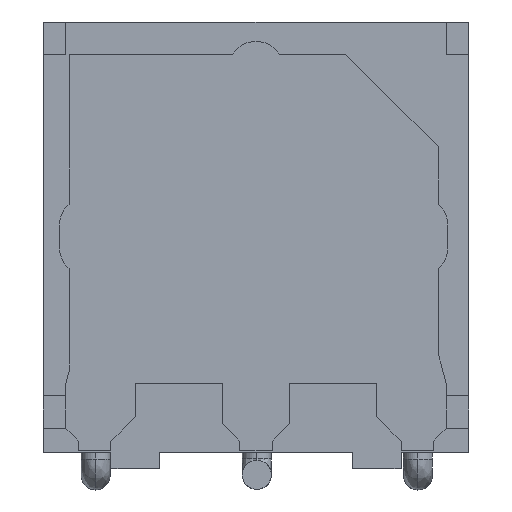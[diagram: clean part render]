
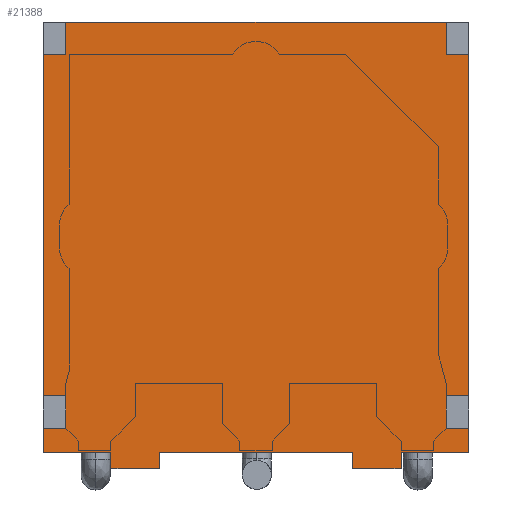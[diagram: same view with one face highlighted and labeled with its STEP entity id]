
A CAD part, top view. The second image highlights one B-rep face of the part: STEP entity #21388.
In plain terms, the highlighted free-form (B-spline) face has degree [1, 1] with [2, 2] control points.
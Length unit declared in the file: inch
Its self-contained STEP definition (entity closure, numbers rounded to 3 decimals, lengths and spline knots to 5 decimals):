
#4691=DIRECTION('',(0.,1.,0.));
#4692=VECTOR('',#4691,0.212);
#4693=CARTESIAN_POINT('',(-0.132,-0.106,-0.015));
#4694=LINE('',#4693,#4692);
#4712=DIRECTION('',(0.,1.,0.));
#4713=VECTOR('',#4712,0.015);
#4714=CARTESIAN_POINT('',(-0.132,-0.141,-0.015));
#4715=LINE('',#4714,#4713);
#4719=DIRECTION('',(1.,0.,0.));
#4720=VECTOR('',#4719,0.12);
#4721=CARTESIAN_POINT('',(-0.06,-0.141,-0.015));
#4722=LINE('',#4721,#4720);
#4733=DIRECTION('',(1.,0.,0.));
#4734=VECTOR('',#4733,0.042);
#4735=CARTESIAN_POINT('',(0.09,-0.141,-0.015));
#4736=LINE('',#4735,#4734);
#4747=DIRECTION('',(1.,0.,0.));
#4748=VECTOR('',#4747,0.042);
#4749=CARTESIAN_POINT('',(-0.132,-0.141,-0.015));
#4750=LINE('',#4749,#4748);
#4802=DIRECTION('',(1.,0.,0.));
#4803=VECTOR('',#4802,0.014);
#4804=CARTESIAN_POINT('',(0.118,-0.106,-0.015));
#4805=LINE('',#4804,#4803);
#4809=DIRECTION('',(-1.,0.,0.));
#4810=VECTOR('',#4809,0.014);
#4811=CARTESIAN_POINT('',(0.132,-0.126,-0.015));
#4812=LINE('',#4811,#4810);
#4816=DIRECTION('',(0.,1.,0.));
#4817=VECTOR('',#4816,0.01);
#4818=CARTESIAN_POINT('',(0.09,-0.151,-0.015));
#4819=LINE('',#4818,#4817);
#4823=DIRECTION('',(0.,1.,0.));
#4824=VECTOR('',#4823,0.01);
#4825=CARTESIAN_POINT('',(0.06,-0.151,-0.015));
#4826=LINE('',#4825,#4824);
#4830=DIRECTION('',(0.,1.,0.));
#4831=VECTOR('',#4830,0.01);
#4832=CARTESIAN_POINT('',(-0.06,-0.151,-0.015));
#4833=LINE('',#4832,#4831);
#4837=DIRECTION('',(0.,1.,0.));
#4838=VECTOR('',#4837,0.01);
#4839=CARTESIAN_POINT('',(-0.09,-0.151,-0.015));
#4840=LINE('',#4839,#4838);
#4844=DIRECTION('',(-1.,0.,0.));
#4845=VECTOR('',#4844,0.014);
#4846=CARTESIAN_POINT('',(-0.118,-0.126,-0.015));
#4847=LINE('',#4846,#4845);
#4851=DIRECTION('',(1.,0.,0.));
#4852=VECTOR('',#4851,0.014);
#4853=CARTESIAN_POINT('',(-0.132,-0.106,-0.015));
#4854=LINE('',#4853,#4852);
#4858=DIRECTION('',(-1.,0.,0.));
#4859=VECTOR('',#4858,0.014);
#4860=CARTESIAN_POINT('',(-0.118,0.106,-0.015));
#4861=LINE('',#4860,#4859);
#4865=DIRECTION('',(0.,-1.,0.));
#4866=VECTOR('',#4865,0.02);
#4867=CARTESIAN_POINT('',(-0.118,0.126,-0.015));
#4868=LINE('',#4867,#4866);
#4872=DIRECTION('',(0.,1.,0.));
#4873=VECTOR('',#4872,0.02);
#4874=CARTESIAN_POINT('',(0.118,0.106,-0.015));
#4875=LINE('',#4874,#4873);
#4879=DIRECTION('',(-1.,0.,0.));
#4880=VECTOR('',#4879,0.014);
#4881=CARTESIAN_POINT('',(0.132,0.106,-0.015));
#4882=LINE('',#4881,#4880);
#4900=DIRECTION('',(0.,-1.,0.));
#4901=VECTOR('',#4900,0.015);
#4902=CARTESIAN_POINT('',(0.132,-0.126,-0.015));
#4903=LINE('',#4902,#4901);
#4921=DIRECTION('',(0.,-1.,0.));
#4922=VECTOR('',#4921,0.212);
#4923=CARTESIAN_POINT('',(0.132,0.106,-0.015));
#4924=LINE('',#4923,#4922);
#4942=DIRECTION('',(0.,1.,0.));
#4943=VECTOR('',#4942,0.02);
#4944=CARTESIAN_POINT('',(0.118,-0.126,-0.015));
#4945=LINE('',#4944,#4943);
#5089=DIRECTION('',(1.,0.,0.));
#5090=VECTOR('',#5089,0.236);
#5091=CARTESIAN_POINT('',(-0.118,0.126,-0.015));
#5092=LINE('',#5091,#5090);
#5124=DIRECTION('',(0.,-1.,0.));
#5125=VECTOR('',#5124,0.02);
#5126=CARTESIAN_POINT('',(-0.118,-0.106,-0.015));
#5127=LINE('',#5126,#5125);
#6461=DIRECTION('',(-1.,0.,0.));
#6462=VECTOR('',#6461,0.03);
#6463=CARTESIAN_POINT('',(0.09,-0.151,-0.015));
#6464=LINE('',#6463,#6462);
#6475=DIRECTION('',(-1.,0.,0.));
#6476=VECTOR('',#6475,0.03);
#6477=CARTESIAN_POINT('',(-0.06,-0.151,-0.015));
#6478=LINE('',#6477,#6476);
#14862=CARTESIAN_POINT('',(0.132,0.106,-0.015));
#14863=CARTESIAN_POINT('',(0.132,-0.106,-0.015));
#14864=VERTEX_POINT('',#14862);
#14865=VERTEX_POINT('',#14863);
#14866=CARTESIAN_POINT('',(0.132,-0.126,-0.015));
#14867=VERTEX_POINT('',#14866);
#14868=CARTESIAN_POINT('',(-0.132,-0.106,-0.015));
#14869=CARTESIAN_POINT('',(-0.132,0.106,-0.015));
#14870=VERTEX_POINT('',#14868);
#14871=VERTEX_POINT('',#14869);
#14872=CARTESIAN_POINT('',(-0.132,-0.126,-0.015));
#14873=VERTEX_POINT('',#14872);
#14874=CARTESIAN_POINT('',(-0.118,0.126,-0.015));
#14875=CARTESIAN_POINT('',(0.118,0.126,-0.015));
#14876=VERTEX_POINT('',#14874);
#14877=VERTEX_POINT('',#14875);
#14878=CARTESIAN_POINT('',(0.118,0.106,-0.015));
#14879=VERTEX_POINT('',#14878);
#14880=CARTESIAN_POINT('',(-0.118,0.106,-0.015));
#14881=VERTEX_POINT('',#14880);
#14906=CARTESIAN_POINT('',(0.09,-0.151,-0.015));
#14908=VERTEX_POINT('',#14906);
#14910=CARTESIAN_POINT('',(-0.09,-0.151,-0.015));
#14912=VERTEX_POINT('',#14910);
#14914=CARTESIAN_POINT('',(0.06,-0.151,-0.015));
#14916=VERTEX_POINT('',#14914);
#14918=CARTESIAN_POINT('',(-0.06,-0.151,-0.015));
#14920=VERTEX_POINT('',#14918);
#14922=CARTESIAN_POINT('',(0.06,-0.141,-0.015));
#14923=VERTEX_POINT('',#14922);
#14924=CARTESIAN_POINT('',(-0.06,-0.141,-0.015));
#14925=VERTEX_POINT('',#14924);
#14926=CARTESIAN_POINT('',(0.132,-0.141,-0.015));
#14927=VERTEX_POINT('',#14926);
#14928=CARTESIAN_POINT('',(-0.132,-0.141,-0.015));
#14929=VERTEX_POINT('',#14928);
#16861=CARTESIAN_POINT('',(0.118,-0.126,-0.015));
#16862=CARTESIAN_POINT('',(0.118,-0.106,-0.015));
#16863=VERTEX_POINT('',#16861);
#16864=VERTEX_POINT('',#16862);
#16869=CARTESIAN_POINT('',(-0.118,-0.106,-0.015));
#16870=CARTESIAN_POINT('',(-0.118,-0.126,-0.015));
#16871=VERTEX_POINT('',#16869);
#16872=VERTEX_POINT('',#16870);
#16898=CARTESIAN_POINT('',(0.09,-0.141,-0.015));
#16900=VERTEX_POINT('',#16898);
#16914=CARTESIAN_POINT('',(-0.09,-0.141,-0.015));
#16916=VERTEX_POINT('',#16914);
#21338=CARTESIAN_POINT('',(-0.13728,-0.15654,-0.015));
#21339=CARTESIAN_POINT('',(-0.13728,0.13154,-0.015));
#21340=CARTESIAN_POINT('',(0.13728,-0.15654,-0.015));
#21341=CARTESIAN_POINT('',(0.13728,0.13154,-0.015));
#21342=B_SPLINE_SURFACE_WITH_KNOTS('',1,1,((#21338,#21339),(#21340,#21341)),
.UNSPECIFIED.,.F.,.F.,.F.,(2,2),(2,2),(-0.13728,0.13728),(-0.15654,
0.13154),.UNSPECIFIED.);
#21344=ORIENTED_EDGE('',*,*,#21343,.F.);
#21346=ORIENTED_EDGE('',*,*,#21345,.F.);
#21348=ORIENTED_EDGE('',*,*,#21347,.F.);
#21350=ORIENTED_EDGE('',*,*,#21349,.T.);
#21351=ORIENTED_EDGE('',*,*,#21303,.F.);
#21353=ORIENTED_EDGE('',*,*,#21352,.F.);
#21355=ORIENTED_EDGE('',*,*,#21354,.T.);
#21357=ORIENTED_EDGE('',*,*,#21356,.T.);
#21358=ORIENTED_EDGE('',*,*,#21295,.F.);
#21360=ORIENTED_EDGE('',*,*,#21359,.F.);
#21362=ORIENTED_EDGE('',*,*,#21361,.T.);
#21364=ORIENTED_EDGE('',*,*,#21363,.T.);
#21365=ORIENTED_EDGE('',*,*,#21309,.F.);
#21366=ORIENTED_EDGE('',*,*,#21285,.T.);
#21368=ORIENTED_EDGE('',*,*,#21367,.F.);
#21370=ORIENTED_EDGE('',*,*,#21369,.F.);
#21372=ORIENTED_EDGE('',*,*,#21371,.F.);
#21373=ORIENTED_EDGE('',*,*,#21277,.T.);
#21375=ORIENTED_EDGE('',*,*,#21374,.F.);
#21377=ORIENTED_EDGE('',*,*,#21376,.F.);
#21379=ORIENTED_EDGE('',*,*,#21378,.T.);
#21381=ORIENTED_EDGE('',*,*,#21380,.F.);
#21383=ORIENTED_EDGE('',*,*,#21382,.F.);
#21385=ORIENTED_EDGE('',*,*,#21384,.T.);
#21386=EDGE_LOOP('',(#21344,#21346,#21348,#21350,#21351,#21353,#21355,#21357,
#21358,#21360,#21362,#21364,#21365,#21366,#21368,#21370,#21372,#21373,#21375,
#21377,#21379,#21381,#21383,#21385));
#21387=FACE_OUTER_BOUND('',#21386,.F.);
#21388=ADVANCED_FACE('',(#21387),#21342,.T.);
#21277=EDGE_CURVE('',#14870,#14871,#4694,.T.);
#21285=EDGE_CURVE('',#14929,#14873,#4715,.T.);
#21295=EDGE_CURVE('',#14925,#14923,#4722,.T.);
#21303=EDGE_CURVE('',#16900,#14927,#4736,.T.);
#21309=EDGE_CURVE('',#14929,#16916,#4750,.T.);
#21343=EDGE_CURVE('',#16864,#14865,#4805,.T.);
#21345=EDGE_CURVE('',#16863,#16864,#4945,.T.);
#21347=EDGE_CURVE('',#14867,#16863,#4812,.T.);
#21349=EDGE_CURVE('',#14867,#14927,#4903,.T.);
#21352=EDGE_CURVE('',#14908,#16900,#4819,.T.);
#21354=EDGE_CURVE('',#14908,#14916,#6464,.T.);
#21356=EDGE_CURVE('',#14916,#14923,#4826,.T.);
#21359=EDGE_CURVE('',#14920,#14925,#4833,.T.);
#21361=EDGE_CURVE('',#14920,#14912,#6478,.T.);
#21363=EDGE_CURVE('',#14912,#16916,#4840,.T.);
#21367=EDGE_CURVE('',#16872,#14873,#4847,.T.);
#21369=EDGE_CURVE('',#16871,#16872,#5127,.T.);
#21371=EDGE_CURVE('',#14870,#16871,#4854,.T.);
#21374=EDGE_CURVE('',#14881,#14871,#4861,.T.);
#21376=EDGE_CURVE('',#14876,#14881,#4868,.T.);
#21378=EDGE_CURVE('',#14876,#14877,#5092,.T.);
#21380=EDGE_CURVE('',#14879,#14877,#4875,.T.);
#21382=EDGE_CURVE('',#14864,#14879,#4882,.T.);
#21384=EDGE_CURVE('',#14864,#14865,#4924,.T.);
